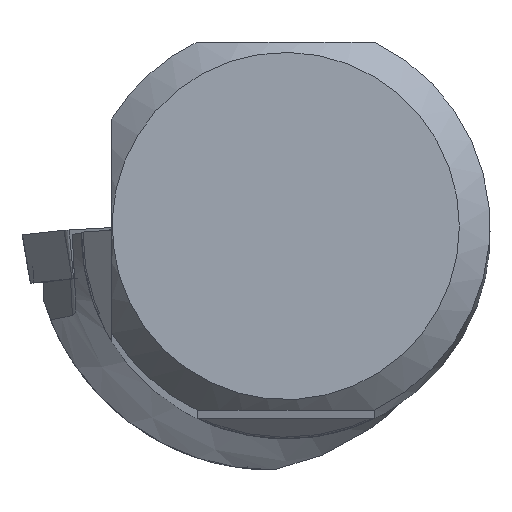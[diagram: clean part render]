
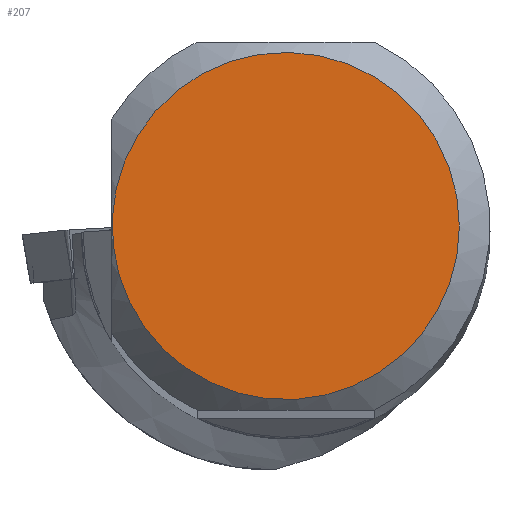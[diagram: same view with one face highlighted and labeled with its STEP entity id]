
A CAD part, top view. The second image highlights one B-rep face of the part: STEP entity #207.
In plain terms, the highlighted planar face has unit normal (0, 0, 1).
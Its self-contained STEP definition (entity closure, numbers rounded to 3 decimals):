
#157=FACE_OUTER_BOUND('',#437,.T.);
#207=ADVANCED_FACE('CU_SU_BP3',(#157),#248,.T.);
#248=PLANE('',#1144);
#437=EDGE_LOOP('',(#610));
#610=ORIENTED_EDGE('',*,*,#920,.T.);
#812=VERTEX_POINT('',#1847);
#920=EDGE_CURVE('',#812,#812,#983,.T.);
#983=CIRCLE('',#1143,8.491);
#1143=AXIS2_PLACEMENT_3D('',#1846,#1372,#1373);
#1144=AXIS2_PLACEMENT_3D('',#1848,#1374,#1375);
#1372=DIRECTION('',(0.,0.,1.));
#1373=DIRECTION('',(1.,0.,0.));
#1374=DIRECTION('',(0.,0.,1.));
#1375=DIRECTION('',(1.,0.,0.));
#1846=CARTESIAN_POINT('',(0.,0.,0.));
#1847=CARTESIAN_POINT('',(8.491,0.,0.));
#1848=CARTESIAN_POINT('',(0.,0.,
0.));
